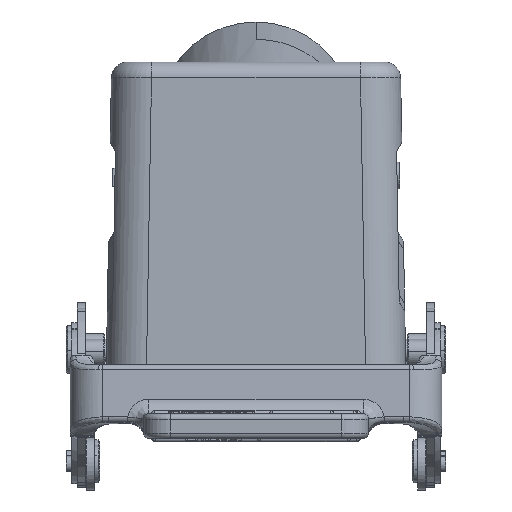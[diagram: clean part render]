
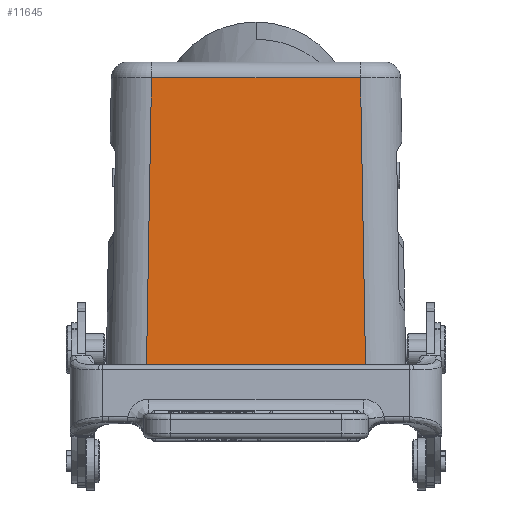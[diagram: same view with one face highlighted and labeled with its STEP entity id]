
A CAD part, left-side view. The second image highlights one B-rep face of the part: STEP entity #11645.
In plain terms, the highlighted planar face has unit normal (-1, 0, 0.018).
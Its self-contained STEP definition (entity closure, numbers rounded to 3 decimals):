
#10109=FACE_OUTER_BOUND('',#15724,.T.);
#11645=ADVANCED_FACE('',(#10109),#12652,.T.);
#12652=PLANE('',#37508);
#15724=EDGE_LOOP('',(#22754,#22755,#22756,#22757));
#22754=ORIENTED_EDGE('',*,*,#30748,.T.);
#22755=ORIENTED_EDGE('',*,*,#30749,.F.);
#22756=ORIENTED_EDGE('',*,*,#30750,.T.);
#22757=ORIENTED_EDGE('',*,*,#30751,.F.);
#27062=VERTEX_POINT('',#58490);
#27063=VERTEX_POINT('',#58491);
#27064=VERTEX_POINT('',#58493);
#27065=VERTEX_POINT('',#58495);
#30748=EDGE_CURVE('',#27062,#27063,#33368,.T.);
#30749=EDGE_CURVE('',#27064,#27063,#33369,.T.);
#30750=EDGE_CURVE('',#27064,#27065,#33370,.T.);
#30751=EDGE_CURVE('',#27062,#27065,#33371,.T.);
#33368=LINE('',#58489,#35494);
#33369=LINE('',#58492,#35495);
#33370=LINE('',#58494,#35496);
#33371=LINE('',#58496,#35497);
#35494=VECTOR('',#42982,1.);
#35495=VECTOR('',#42983,1.);
#35496=VECTOR('',#42984,1.);
#35497=VECTOR('',#42985,1.);
#37508=AXIS2_PLACEMENT_3D('',#58497,#42986,#42987);
#42982=DIRECTION('',(0.,-1.,0.));
#42983=DIRECTION('',(-0.017,-0.017,-1.));
#42984=DIRECTION('',(0.,1.,0.));
#42985=DIRECTION('',(0.017,-0.017,1.));
#42986=DIRECTION('',(-1.,0.,0.017));
#42987=DIRECTION('',(0.,-1.,0.));
#58489=CARTESIAN_POINT('',(-41.,20.501,-59.5));
#58490=CARTESIAN_POINT('',(-41.,20.501,-59.5));
#58491=CARTESIAN_POINT('',(-41.,-20.501,-59.5));
#58492=CARTESIAN_POINT('',(-40.013,-19.514,-2.948));
#58493=CARTESIAN_POINT('',(-40.013,-19.514,-2.948));
#58494=CARTESIAN_POINT('',(-40.013,-19.514,-2.948));
#58495=CARTESIAN_POINT('',(-40.013,19.514,-2.948));
#58496=CARTESIAN_POINT('',(-41.,20.501,-59.5));
#58497=CARTESIAN_POINT('',(-41.,-30.387,-59.5));
